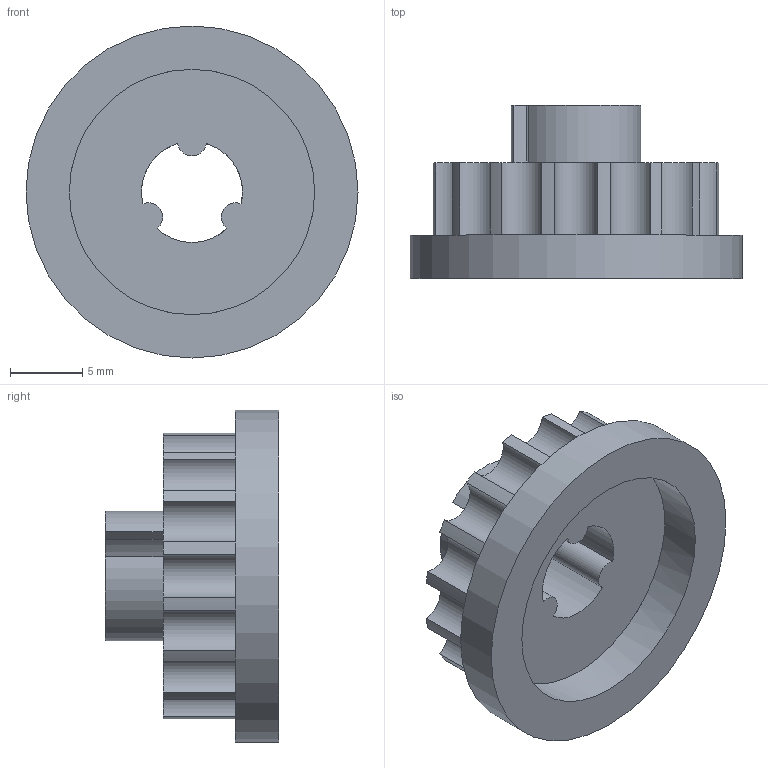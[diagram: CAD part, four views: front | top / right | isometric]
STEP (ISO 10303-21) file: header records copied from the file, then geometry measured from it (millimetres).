
FILE_DESCRIPTION(/* description */ (''),/* implementation_level */ '2;1');
FILE_NAME(/* name */ 'вращалка.stp',/* time_stamp */ '2023-04-10T16:17:09+08:00',/* author */ ('deryu'),/* organization */ (''),/* preprocessor_version */ 'ST-DEVELOPER v19',/* originating_system */ 'Autodesk Inventor 2023',/* authorisation */ '');
FILE_SCHEMA (('AUTOMOTIVE_DESIGN { 1 0 10303 214 3 1 1 }'));
Length unit declared in the file: millimetre
Products named in the file (1): вращалка
Bounding box: 23 x 12 x 23 mm (x, y, z)
Volume: 1789.1 mm3; surface area: 1891.1 mm2
Topology: 1 solids, 1 shells, 49 faces, 166 edges, 105 vertices
Faces by surface type: cylinder 39, plane 10
Full cylindrical faces by diameter (mm): 7 x1, 17 x1, 23 x1
Entity records: 1940 total; most frequent: DIRECTION 383, ORIENTED_EDGE 332, CARTESIAN_POINT 321, AXIS2_PLACEMENT_3D 167, EDGE_CURVE 166, CIRCLE 117, VERTEX_POINT 105, EDGE_LOOP 53
